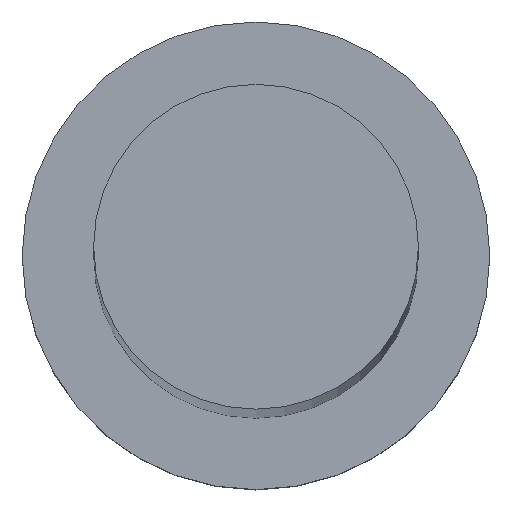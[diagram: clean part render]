
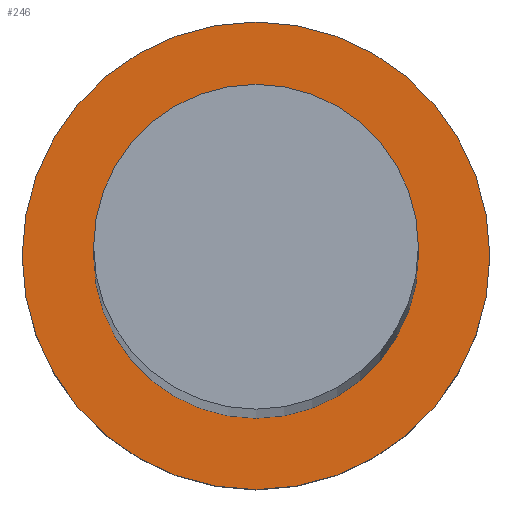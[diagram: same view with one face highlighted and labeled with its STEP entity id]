
A CAD part, top view. The second image highlights one B-rep face of the part: STEP entity #246.
In plain terms, the highlighted planar face has unit normal (0, 0, 1).
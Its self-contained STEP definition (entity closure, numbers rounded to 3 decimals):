
#9 = ORIENTED_EDGE ( 'NONE', *, *, #167, .T. ) ;
#11 = ORIENTED_EDGE ( 'NONE', *, *, #247, .F. ) ;
#14 = CARTESIAN_POINT ( 'NONE',  ( 0., 0., 7. ) ) ;
#15 = DIRECTION ( 'NONE',  ( 0., 0., 1. ) ) ;
#17 = DIRECTION ( 'NONE',  ( 1., 0., 0. ) ) ;
#25 = FACE_OUTER_BOUND ( 'NONE', #232, .T. ) ;
#36 = VERTEX_POINT ( 'NONE', #183 ) ;
#37 = AXIS2_PLACEMENT_3D ( 'NONE', #97, #41, #116 ) ;
#40 = ORIENTED_EDGE ( 'NONE', *, *, #152, .F. ) ;
#41 = DIRECTION ( 'NONE',  ( 0., 0., 1. ) ) ;
#49 = CIRCLE ( 'NONE', #177, 9. ) ;
#67 = CARTESIAN_POINT ( 'NONE',  ( -6.25, 0., 7. ) ) ;
#68 = DIRECTION ( 'NONE',  ( 0., 0., 1. ) ) ;
#78 = VERTEX_POINT ( 'NONE', #90 ) ;
#84 = PLANE ( 'NONE',  #138 ) ;
#90 = CARTESIAN_POINT ( 'NONE',  ( 9., 0., 7. ) ) ;
#91 = CIRCLE ( 'NONE', #123, 6.25 ) ;
#93 = AXIS2_PLACEMENT_3D ( 'NONE', #105, #68, #139 ) ;
#97 = CARTESIAN_POINT ( 'NONE',  ( 0., 0., 7. ) ) ;
#103 = ORIENTED_EDGE ( 'NONE', *, *, #163, .T. ) ;
#104 = DIRECTION ( 'NONE',  ( 0., 0., 1. ) ) ;
#105 = CARTESIAN_POINT ( 'NONE',  ( 0., 0., 7. ) ) ;
#109 = VERTEX_POINT ( 'NONE', #175 ) ;
#113 = CIRCLE ( 'NONE', #93, 9. ) ;
#116 = DIRECTION ( 'NONE',  ( 1., 0., 0. ) ) ;
#123 = AXIS2_PLACEMENT_3D ( 'NONE', #14, #158, #217 ) ;
#138 = AXIS2_PLACEMENT_3D ( 'NONE', #213, #15, #17 ) ;
#139 = DIRECTION ( 'NONE',  ( 1., 0., 0. ) ) ;
#152 = EDGE_CURVE ( 'NONE', #181, #36, #91, .T. ) ;
#158 = DIRECTION ( 'NONE',  ( 0., 0., 1. ) ) ;
#163 = EDGE_CURVE ( 'NONE', #109, #78, #113, .T. ) ;
#167 = EDGE_CURVE ( 'NONE', #78, #109, #49, .T. ) ;
#175 = CARTESIAN_POINT ( 'NONE',  ( -9., 0., 7. ) ) ;
#177 = AXIS2_PLACEMENT_3D ( 'NONE', #220, #104, #180 ) ;
#180 = DIRECTION ( 'NONE',  ( 1., 0., 0. ) ) ;
#181 = VERTEX_POINT ( 'NONE', #67 ) ;
#183 = CARTESIAN_POINT ( 'NONE',  ( 6.25, 0., 7. ) ) ;
#199 = FACE_BOUND ( 'NONE', #229, .T. ) ;
#208 = CIRCLE ( 'NONE', #37, 6.25 ) ;
#213 = CARTESIAN_POINT ( 'NONE',  ( 0., 0., 7. ) ) ;
#217 = DIRECTION ( 'NONE',  ( 1., 0., 0. ) ) ;
#220 = CARTESIAN_POINT ( 'NONE',  ( 0., 0., 7. ) ) ;
#229 = EDGE_LOOP ( 'NONE', ( #40, #11 ) ) ;
#232 = EDGE_LOOP ( 'NONE', ( #103, #9 ) ) ;
#246 = ADVANCED_FACE ( 'NONE', ( #199, #25 ), #84, .T. ) ;
#247 = EDGE_CURVE ( 'NONE', #36, #181, #208, .T. ) ;
